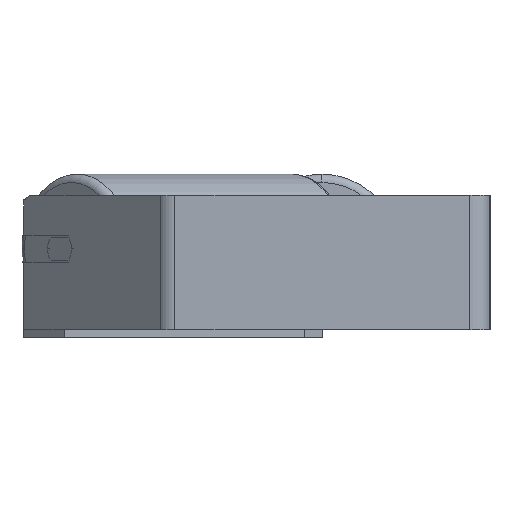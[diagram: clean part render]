
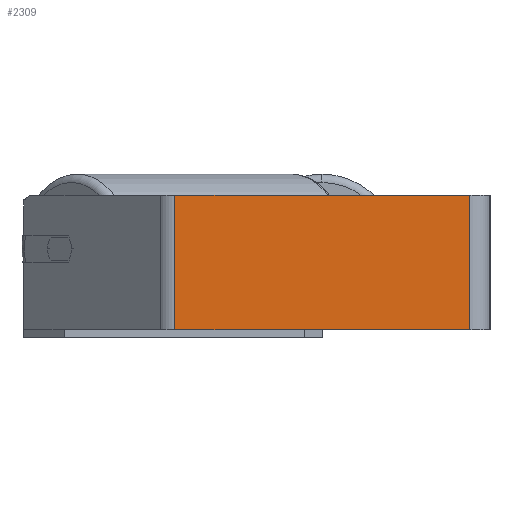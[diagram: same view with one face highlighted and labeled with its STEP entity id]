
A CAD part, left-side view. The second image highlights one B-rep face of the part: STEP entity #2309.
In plain terms, the highlighted planar face has unit normal (-1, 0, 0).
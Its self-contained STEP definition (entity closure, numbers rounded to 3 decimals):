
#112 = CARTESIAN_POINT ( 'NONE',  ( -340., 12., 40. ) ) ;
#487 = LINE ( 'NONE', #3999, #4501 ) ;
#624 = ORIENTED_EDGE ( 'NONE', *, *, #4038, .F. ) ;
#741 = CARTESIAN_POINT ( 'NONE',  ( -340., 192.47, 40. ) ) ;
#1570 = CARTESIAN_POINT ( 'NONE',  ( -340., 187.5, 40. ) ) ;
#2309 = ADVANCED_FACE ( 'NONE', ( #7011 ), #7713, .F. ) ;
#2525 = LINE ( 'NONE', #8756, #2959 ) ;
#2534 = CARTESIAN_POINT ( 'NONE',  ( -340., 12., 40. ) ) ;
#2573 = VERTEX_POINT ( 'NONE', #2534 ) ;
#2839 = AXIS2_PLACEMENT_3D ( 'NONE', #741, #5517, #4196 ) ;
#2891 = DIRECTION ( 'NONE',  ( 0., 0., -1. ) ) ;
#2959 = VECTOR ( 'NONE', #4676, 1000. ) ;
#3340 = ORIENTED_EDGE ( 'NONE', *, *, #6049, .T. ) ;
#3524 = LINE ( 'NONE', #3567, #7674 ) ;
#3539 = ORIENTED_EDGE ( 'NONE', *, *, #5547, .F. ) ;
#3567 = CARTESIAN_POINT ( 'NONE',  ( -340., 192.47, -40. ) ) ;
#3999 = CARTESIAN_POINT ( 'NONE',  ( -340., 187.5, 40. ) ) ;
#4038 = EDGE_CURVE ( 'NONE', #5533, #2573, #2525, .T. ) ;
#4196 = DIRECTION ( 'NONE',  ( 0., 0., -1. ) ) ;
#4272 = LINE ( 'NONE', #112, #5768 ) ;
#4501 = VECTOR ( 'NONE', #8865, 1000. ) ;
#4676 = DIRECTION ( 'NONE',  ( 0., -1., 0. ) ) ;
#4700 = ORIENTED_EDGE ( 'NONE', *, *, #8871, .T. ) ;
#4985 = DIRECTION ( 'NONE',  ( 0., -1., 0. ) ) ;
#5517 = DIRECTION ( 'NONE',  ( 1., 0., 0. ) ) ;
#5533 = VERTEX_POINT ( 'NONE', #1570 ) ;
#5547 = EDGE_CURVE ( 'NONE', #2573, #7391, #4272, .T. ) ;
#5560 = VERTEX_POINT ( 'NONE', #7788 ) ;
#5709 = CARTESIAN_POINT ( 'NONE',  ( -340., 12., -40. ) ) ;
#5768 = VECTOR ( 'NONE', #2891, 1000. ) ;
#6049 = EDGE_CURVE ( 'NONE', #5560, #7391, #3524, .T. ) ;
#7011 = FACE_OUTER_BOUND ( 'NONE', #8945, .T. ) ;
#7391 = VERTEX_POINT ( 'NONE', #5709 ) ;
#7674 = VECTOR ( 'NONE', #4985, 1000. ) ;
#7713 = PLANE ( 'NONE',  #2839 ) ;
#7788 = CARTESIAN_POINT ( 'NONE',  ( -340., 187.5, -40. ) ) ;
#8756 = CARTESIAN_POINT ( 'NONE',  ( -340., 192.47, 40. ) ) ;
#8865 = DIRECTION ( 'NONE',  ( 0., 0., -1. ) ) ;
#8871 = EDGE_CURVE ( 'NONE', #5533, #5560, #487, .T. ) ;
#8945 = EDGE_LOOP ( 'NONE', ( #3340, #3539, #624, #4700 ) ) ;
